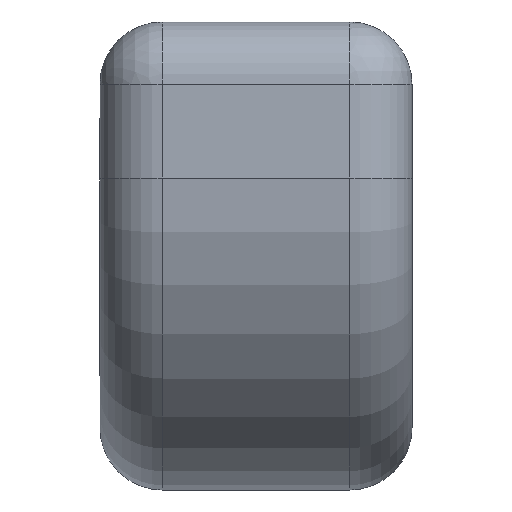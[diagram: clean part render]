
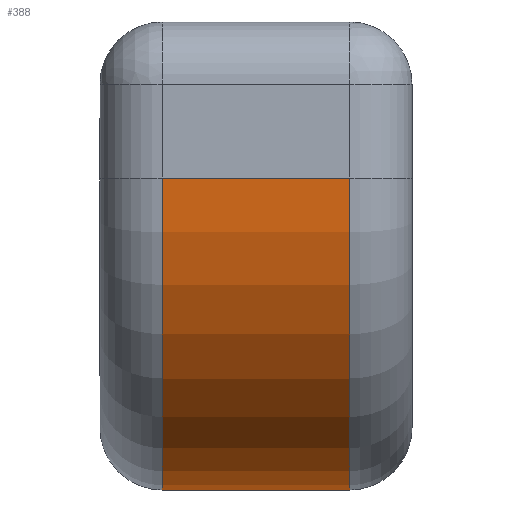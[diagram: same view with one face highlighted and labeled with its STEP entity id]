
A CAD part, front view. The second image highlights one B-rep face of the part: STEP entity #388.
In plain terms, the highlighted cylindrical face has radius 10 mm (diameter 20 mm), a partial arc.
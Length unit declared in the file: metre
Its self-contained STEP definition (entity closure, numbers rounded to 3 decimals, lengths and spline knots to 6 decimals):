
#21=CYLINDRICAL_SURFACE('',#438,0.01);
#42=CIRCLE('',#439,0.01);
#43=CIRCLE('',#440,0.01);
#104=ORIENTED_EDGE('',*,*,#205,.F.);
#105=ORIENTED_EDGE('',*,*,#213,.T.);
#106=ORIENTED_EDGE('',*,*,#190,.F.);
#107=ORIENTED_EDGE('',*,*,#214,.T.);
#190=EDGE_CURVE('',#246,#247,#273,.T.);
#205=EDGE_CURVE('',#259,#260,#286,.F.);
#213=EDGE_CURVE('',#259,#247,#42,.F.);
#214=EDGE_CURVE('',#246,#260,#43,.T.);
#246=VERTEX_POINT('',#652);
#247=VERTEX_POINT('',#653);
#259=VERTEX_POINT('',#682);
#260=VERTEX_POINT('',#684);
#273=LINE('',#651,#300);
#286=LINE('',#683,#313);
#300=VECTOR('',#505,1.);
#313=VECTOR('',#528,1.);
#327=EDGE_LOOP('',(#104,#105,#106,#107));
#354=FACE_BOUND('',#327,.T.);
#388=ADVANCED_FACE('',(#354),#21,.T.);
#438=AXIS2_PLACEMENT_3D('',#698,#542,#543);
#439=AXIS2_PLACEMENT_3D('',#699,#544,#545);
#440=AXIS2_PLACEMENT_3D('',#700,#546,#547);
#505=DIRECTION('',(1.,0.,0.));
#528=DIRECTION('',(1.,0.,0.));
#542=DIRECTION('',(1.,0.,0.));
#543=DIRECTION('',(0.,0.,-1.));
#544=DIRECTION('',(1.,0.,0.));
#545=DIRECTION('',(0.,1.,0.));
#546=DIRECTION('',(1.,0.,0.));
#547=DIRECTION('',(0.,1.,0.));
#651=CARTESIAN_POINT('',(0.,-0.0125,0.01));
#652=CARTESIAN_POINT('',(-0.003,-0.0125,0.01));
#653=CARTESIAN_POINT('',(0.003,-0.0125,0.01));
#682=CARTESIAN_POINT('',(0.003,-0.0025,0.));
#683=CARTESIAN_POINT('',(0.,-0.0025,0.));
#684=CARTESIAN_POINT('',(-0.003,-0.0025,0.));
#698=CARTESIAN_POINT('',(0.,-0.0025,0.01));
#699=CARTESIAN_POINT('',(0.003,-0.0025,0.01));
#700=CARTESIAN_POINT('',(-0.003,-0.0025,0.01));
